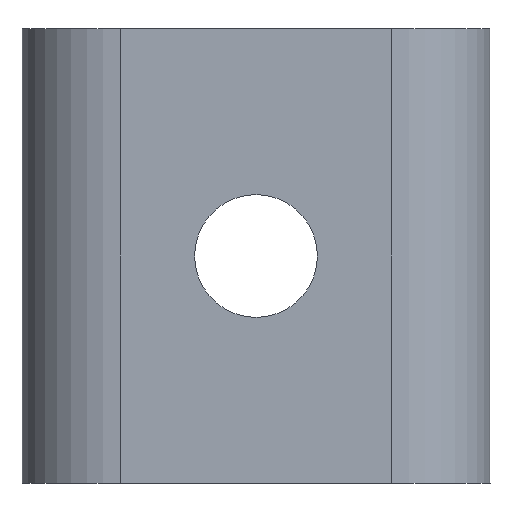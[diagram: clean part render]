
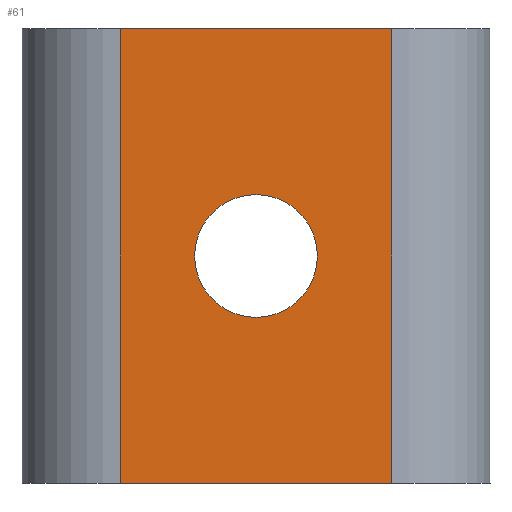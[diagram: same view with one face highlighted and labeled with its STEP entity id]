
A CAD part, left-side view. The second image highlights one B-rep face of the part: STEP entity #61.
In plain terms, the highlighted planar face has unit normal (-1, 0, 0).
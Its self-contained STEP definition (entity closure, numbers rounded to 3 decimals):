
#37=FACE_BOUND('',#93,.T.);
#38=FACE_BOUND('',#94,.T.);
#51=CIRCLE('',#321,2.5);
#61=ADVANCED_FACE('',(#37,#38),#72,.T.);
#72=PLANE('',#322);
#93=EDGE_LOOP('',(#128,#129,#130,#131));
#94=EDGE_LOOP('',(#132));
#128=ORIENTED_EDGE('',*,*,#220,.T.);
#129=ORIENTED_EDGE('',*,*,#217,.T.);
#130=ORIENTED_EDGE('',*,*,#221,.T.);
#131=ORIENTED_EDGE('',*,*,#222,.T.);
#132=ORIENTED_EDGE('',*,*,#223,.F.);
#188=VERTEX_POINT('',#538);
#189=VERTEX_POINT('',#539);
#190=VERTEX_POINT('',#544);
#191=VERTEX_POINT('',#546);
#192=VERTEX_POINT('',#549);
#217=EDGE_CURVE('',#188,#189,#246,.T.);
#220=EDGE_CURVE('',#190,#188,#247,.T.);
#221=EDGE_CURVE('',#189,#191,#248,.T.);
#222=EDGE_CURVE('',#191,#190,#249,.T.);
#223=EDGE_CURVE('',#192,#192,#51,.T.);
#246=LINE('',#537,#264);
#247=LINE('',#543,#265);
#248=LINE('',#545,#266);
#249=LINE('',#547,#267);
#264=VECTOR('',#363,1.);
#265=VECTOR('',#370,1.);
#266=VECTOR('',#371,1.);
#267=VECTOR('',#372,1.);
#321=AXIS2_PLACEMENT_3D('',#548,#373,#374);
#322=AXIS2_PLACEMENT_3D('',#550,#375,#376);
#363=DIRECTION('',(0.,0.,1.));
#370=DIRECTION('',(0.,-1.,0.));
#371=DIRECTION('',(0.,1.,0.));
#372=DIRECTION('',(0.,0.,-1.));
#373=DIRECTION('',(-1.,0.,0.));
#374=DIRECTION('',(0.,-1.,0.));
#375=DIRECTION('',(-1.,0.,0.));
#376=DIRECTION('',(0.,1.,0.));
#537=CARTESIAN_POINT('',(-5.,-5.525,3.049));
#538=CARTESIAN_POINT('',(-5.,-5.525,-18.502));
#539=CARTESIAN_POINT('',(-5.,-5.525,0.));
#543=CARTESIAN_POINT('',(-5.,0.,-18.502));
#544=CARTESIAN_POINT('',(-5.,5.525,-18.502));
#545=CARTESIAN_POINT('',(-5.,0.,0.));
#546=CARTESIAN_POINT('',(-5.,5.525,0.));
#547=CARTESIAN_POINT('',(-5.,5.525,3.049));
#548=CARTESIAN_POINT('',(-5.,0.,-9.251));
#549=CARTESIAN_POINT('',(-5.,-2.5,-9.251));
#550=CARTESIAN_POINT('',(-5.,0.,3.049));
